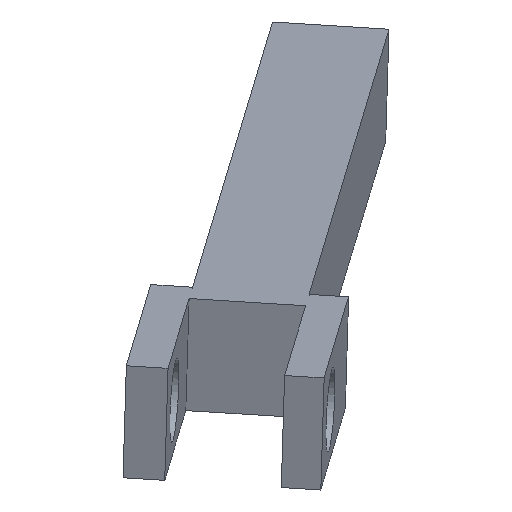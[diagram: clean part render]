
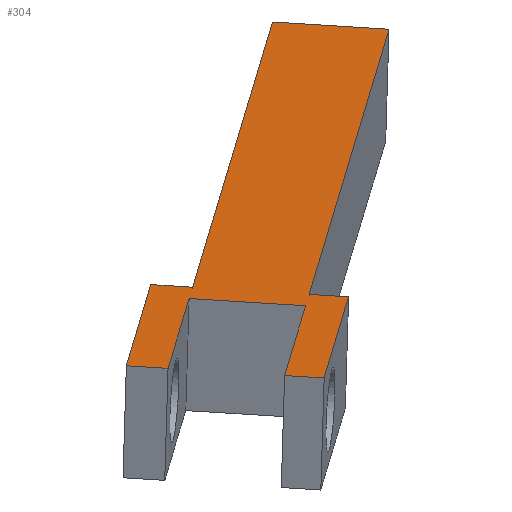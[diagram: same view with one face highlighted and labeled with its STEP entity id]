
A CAD part, isometric view. The second image highlights one B-rep face of the part: STEP entity #304.
In plain terms, the highlighted planar face has unit normal (0.204, 0.165, 0.965).
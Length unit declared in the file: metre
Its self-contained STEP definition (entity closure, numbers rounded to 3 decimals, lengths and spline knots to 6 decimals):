
#26=ORIENTED_EDGE('',*,*,#106,.T.);
#27=ORIENTED_EDGE('',*,*,#107,.T.);
#28=ORIENTED_EDGE('',*,*,#108,.T.);
#29=ORIENTED_EDGE('',*,*,#109,.T.);
#30=ORIENTED_EDGE('',*,*,#110,.T.);
#31=ORIENTED_EDGE('',*,*,#111,.T.);
#32=ORIENTED_EDGE('',*,*,#112,.T.);
#33=ORIENTED_EDGE('',*,*,#113,.T.);
#34=ORIENTED_EDGE('',*,*,#114,.T.);
#35=ORIENTED_EDGE('',*,*,#115,.T.);
#36=ORIENTED_EDGE('',*,*,#116,.T.);
#37=ORIENTED_EDGE('',*,*,#117,.T.);
#106=EDGE_CURVE('',#146,#147,#174,.T.);
#107=EDGE_CURVE('',#147,#148,#175,.T.);
#108=EDGE_CURVE('',#148,#149,#176,.T.);
#109=EDGE_CURVE('',#149,#150,#177,.T.);
#110=EDGE_CURVE('',#150,#151,#178,.T.);
#111=EDGE_CURVE('',#151,#152,#179,.T.);
#112=EDGE_CURVE('',#152,#153,#180,.T.);
#113=EDGE_CURVE('',#153,#154,#181,.F.);
#114=EDGE_CURVE('',#154,#155,#182,.T.);
#115=EDGE_CURVE('',#155,#156,#183,.T.);
#116=EDGE_CURVE('',#156,#157,#184,.T.);
#117=EDGE_CURVE('',#157,#146,#185,.T.);
#146=VERTEX_POINT('',#434);
#147=VERTEX_POINT('',#435);
#148=VERTEX_POINT('',#437);
#149=VERTEX_POINT('',#439);
#150=VERTEX_POINT('',#441);
#151=VERTEX_POINT('',#443);
#152=VERTEX_POINT('',#445);
#153=VERTEX_POINT('',#447);
#154=VERTEX_POINT('',#449);
#155=VERTEX_POINT('',#451);
#156=VERTEX_POINT('',#453);
#157=VERTEX_POINT('',#455);
#174=LINE('',#433,#210);
#175=LINE('',#436,#211);
#176=LINE('',#438,#212);
#177=LINE('',#440,#213);
#178=LINE('',#442,#214);
#179=LINE('',#444,#215);
#180=LINE('',#446,#216);
#181=LINE('',#448,#217);
#182=LINE('',#450,#218);
#183=LINE('',#452,#219);
#184=LINE('',#454,#220);
#185=LINE('',#456,#221);
#210=VECTOR('',#357,1.);
#211=VECTOR('',#358,1.);
#212=VECTOR('',#359,1.);
#213=VECTOR('',#360,1.);
#214=VECTOR('',#361,1.);
#215=VECTOR('',#362,1.);
#216=VECTOR('',#363,1.);
#217=VECTOR('',#364,1.);
#218=VECTOR('',#365,1.);
#219=VECTOR('',#366,1.);
#220=VECTOR('',#367,1.);
#221=VECTOR('',#368,1.);
#246=EDGE_LOOP('',(#26,#27,#28,#29,#30,#31,#32,#33,#34,#35,#36,#37));
#268=FACE_BOUND('',#246,.T.);
#290=PLANE('',#333);
#304=ADVANCED_FACE('',(#268),#290,.T.);
#333=AXIS2_PLACEMENT_3D('',#432,#355,#356);
#355=DIRECTION('',(0.204,0.165,0.965));
#356=DIRECTION('',(0.628,-0.778,0.));
#357=DIRECTION('',(0.751,0.606,-0.262));
#358=DIRECTION('',(-0.628,0.778,0.));
#359=DIRECTION('',(-0.751,-0.606,0.262));
#360=DIRECTION('',(-0.628,0.778,0.));
#361=DIRECTION('',(-0.751,-0.606,0.262));
#362=DIRECTION('',(0.628,-0.778,0.));
#363=DIRECTION('',(0.751,0.606,-0.262));
#364=DIRECTION('',(-0.628,0.778,0.));
#365=DIRECTION('',(-0.751,-0.606,0.262));
#366=DIRECTION('',(0.628,-0.778,0.));
#367=DIRECTION('',(0.751,0.606,-0.262));
#368=DIRECTION('',(-0.628,0.778,0.));
#432=CARTESIAN_POINT('',(0.099635,0.080422,0.387127));
#433=CARTESIAN_POINT('',(-0.022368,-0.037313,0.432992));
#434=CARTESIAN_POINT('',(0.022691,-0.000949,0.417267));
#435=CARTESIAN_POINT('',(0.169901,0.117853,0.365892));
#436=CARTESIAN_POINT('',(0.151399,0.140779,0.365892));
#437=CARTESIAN_POINT('',(0.151399,0.140779,0.365892));
#438=CARTESIAN_POINT('',(-0.04087,-0.014387,0.432992));
#439=CARTESIAN_POINT('',(0.004189,0.021977,0.417267));
#440=CARTESIAN_POINT('',(0.013271,0.010724,0.417267));
#441=CARTESIAN_POINT('',(-0.00243,0.030179,0.417267));
#442=CARTESIAN_POINT('',(-0.047489,-0.006185,0.432992));
#443=CARTESIAN_POINT('',(-0.047489,-0.006185,0.432992));
#444=CARTESIAN_POINT('',(-0.016088,-0.045095,0.432992));
#445=CARTESIAN_POINT('',(-0.04087,-0.014387,0.432992));
#446=CARTESIAN_POINT('',(0.090553,0.091675,0.387127));
#447=CARTESIAN_POINT('',(-0.002122,0.016884,0.419469));
#448=CARTESIAN_POINT('',(0.01638,-0.006042,0.419469));
#449=CARTESIAN_POINT('',(0.01638,-0.006042,0.419469));
#450=CARTESIAN_POINT('',(0.109055,0.068749,0.387127));
#451=CARTESIAN_POINT('',(-0.022368,-0.037313,0.432992));
#452=CARTESIAN_POINT('',(-0.031789,-0.02564,0.432992));
#453=CARTESIAN_POINT('',(-0.016088,-0.045095,0.432992));
#454=CARTESIAN_POINT('',(0.020533,-0.015541,0.420212));
#455=CARTESIAN_POINT('',(0.028971,-0.008731,0.417267));
#456=CARTESIAN_POINT('',(0.028971,-0.008731,0.417267));
